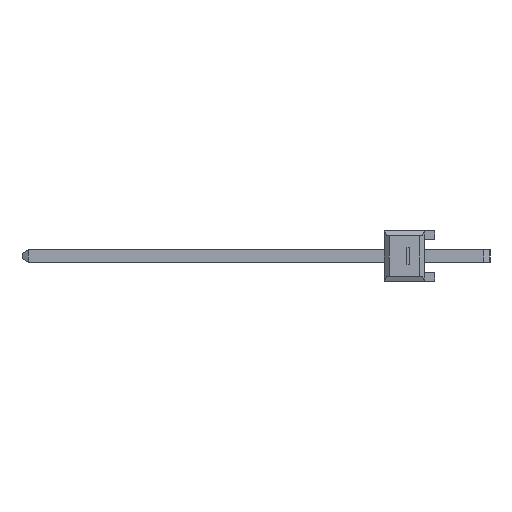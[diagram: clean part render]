
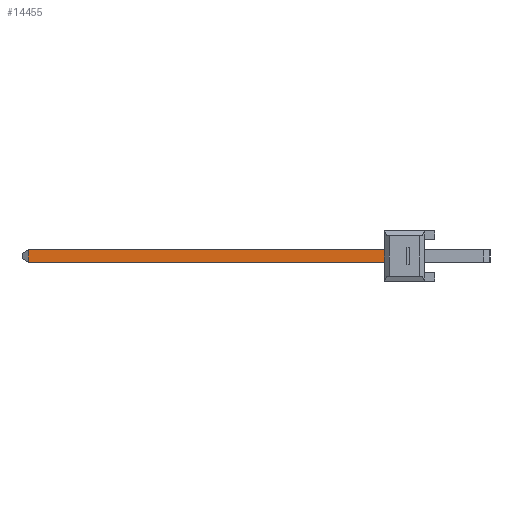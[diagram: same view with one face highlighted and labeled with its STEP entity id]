
A CAD part, left-side view. The second image highlights one B-rep face of the part: STEP entity #14455.
In plain terms, the highlighted planar face has unit normal (-1, 0, 0).
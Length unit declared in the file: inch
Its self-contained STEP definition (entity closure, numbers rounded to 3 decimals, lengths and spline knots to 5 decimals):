
#1479=FACE_OUTER_BOUND('',#2281,.T.);
#2281=EDGE_LOOP('',(#12657,#12658,#12659,#12660));
#3776=LINE('',#21533,#5676);
#4072=LINE('',#22178,#5972);
#4238=LINE('',#22428,#6138);
#4239=LINE('',#22429,#6139);
#5676=VECTOR('',#17748,39.37008);
#5972=VECTOR('',#18174,39.37008);
#6138=VECTOR('',#18504,39.37008);
#6139=VECTOR('',#18505,39.37008);
#7069=VERTEX_POINT('',#21530);
#7070=VERTEX_POINT('',#21532);
#7353=VERTEX_POINT('',#22176);
#7354=VERTEX_POINT('',#22177);
#8766=EDGE_CURVE('',#7069,#7070,#3776,.T.);
#9062=EDGE_CURVE('',#7353,#7354,#4072,.T.);
#9228=EDGE_CURVE('',#7353,#7069,#4238,.T.);
#9229=EDGE_CURVE('',#7354,#7070,#4239,.T.);
#12657=ORIENTED_EDGE('',*,*,#9228,.F.);
#12658=ORIENTED_EDGE('',*,*,#9062,.T.);
#12659=ORIENTED_EDGE('',*,*,#9229,.T.);
#12660=ORIENTED_EDGE('',*,*,#8766,.F.);
#13713=PLANE('',#15225);
#14455=ADVANCED_FACE('',(#1479),#13713,.T.);
#15225=AXIS2_PLACEMENT_3D('',#22427,#18502,#18503);
#17748=DIRECTION('',(0.,0.,-1.));
#18174=DIRECTION('',(0.,0.,-1.));
#18502=DIRECTION('center_axis',(-1.,0.,0.));
#18503=DIRECTION('ref_axis',(0.,0.,1.));
#18504=DIRECTION('',(0.,-1.,0.));
#18505=DIRECTION('',(0.,-1.,0.));
#21530=CARTESIAN_POINT('',(-0.6625,0.165,0.0125));
#21532=CARTESIAN_POINT('',(-0.6625,0.165,-0.0125));
#21533=CARTESIAN_POINT('',(-0.6625,0.165,0.1));
#22176=CARTESIAN_POINT('',(-0.6625,0.918,0.0125));
#22177=CARTESIAN_POINT('',(-0.6625,0.918,-0.0125));
#22178=CARTESIAN_POINT('',(-0.6625,0.918,0.1));
#22427=CARTESIAN_POINT('Origin',(-0.6625,0.165,0.1));
#22428=CARTESIAN_POINT('',(-0.6625,0.,0.0125));
#22429=CARTESIAN_POINT('',(-0.6625,0.,-0.0125));
